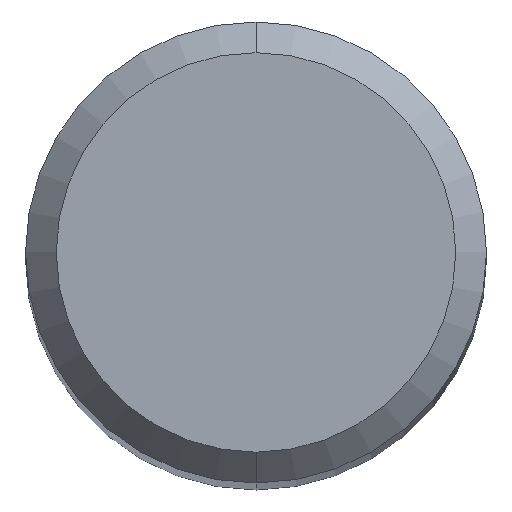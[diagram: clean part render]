
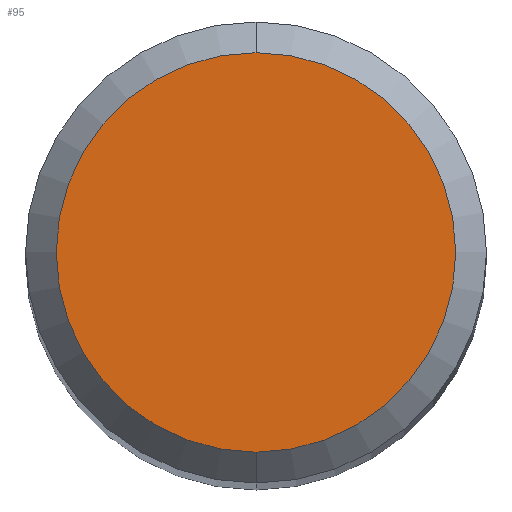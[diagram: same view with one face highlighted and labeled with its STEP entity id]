
A CAD part, top view. The second image highlights one B-rep face of the part: STEP entity #95.
In plain terms, the highlighted planar face has unit normal (0, 0, 1).
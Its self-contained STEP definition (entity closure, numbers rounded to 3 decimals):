
#95=ADVANCED_FACE('',(#238),#239,.T.);
#101=VERTEX_POINT('',#246);
#111=VERTEX_POINT('',#258);
#115=EDGE_CURVE('',#101,#111,#262,.T.);
#183=EDGE_CURVE('',#111,#101,#337,.T.);
#238=FACE_OUTER_BOUND('',#389,.T.);
#239=PLANE('',#390);
#246=CARTESIAN_POINT('',(0.,-2.6,0.0));
#258=CARTESIAN_POINT('',(0.0,2.6,0.0));
#262=CIRCLE('',#417,2.6);
#337=CIRCLE('',#517,2.6);
#389=EDGE_LOOP('',(#568,#569));
#390=AXIS2_PLACEMENT_3D('',#570,#571,#572);
#417=AXIS2_PLACEMENT_3D('',#599,#600,#601);
#517=AXIS2_PLACEMENT_3D('',#687,#688,#689);
#568=ORIENTED_EDGE('',*,*,#183,.F.);
#569=ORIENTED_EDGE('',*,*,#115,.F.);
#570=CARTESIAN_POINT('',(0.0,1.3,0.0));
#571=DIRECTION('',(-0.0,0.0,1.0));
#572=DIRECTION('',(0.0,-1.0,0.0));
#599=CARTESIAN_POINT('',(0.0,0.0,0.0));
#600=DIRECTION('',(0.0,0.0,-1.0));
#601=DIRECTION('',(0.0,1.0,0.0));
#687=CARTESIAN_POINT('',(0.0,0.0,0.0));
#688=DIRECTION('',(0.0,0.0,-1.0));
#689=DIRECTION('',(0.0,1.0,0.0));
